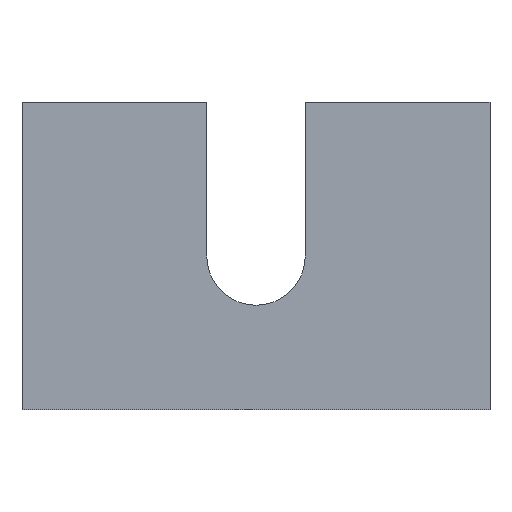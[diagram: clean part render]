
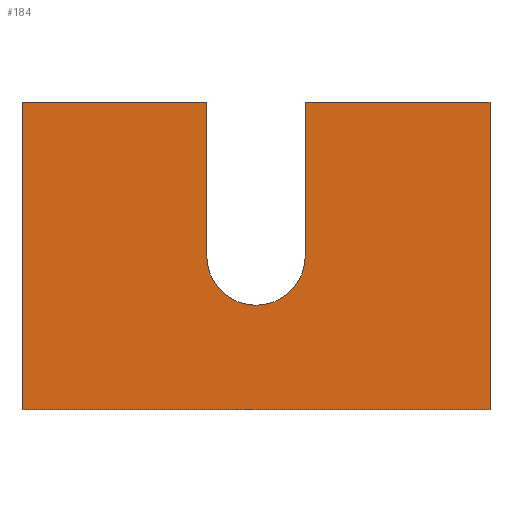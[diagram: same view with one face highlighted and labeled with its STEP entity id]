
A CAD part, top view. The second image highlights one B-rep face of the part: STEP entity #184.
In plain terms, the highlighted planar face has unit normal (0, 0, 1).
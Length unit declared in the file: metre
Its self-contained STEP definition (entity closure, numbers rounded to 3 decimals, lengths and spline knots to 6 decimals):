
#13=CIRCLE('',#204,0.008);
#47=ORIENTED_EDGE('',*,*,#65,.T.);
#48=ORIENTED_EDGE('',*,*,#69,.T.);
#49=ORIENTED_EDGE('',*,*,#72,.F.);
#50=ORIENTED_EDGE('',*,*,#75,.F.);
#51=ORIENTED_EDGE('',*,*,#78,.T.);
#52=ORIENTED_EDGE('',*,*,#81,.T.);
#53=ORIENTED_EDGE('',*,*,#84,.F.);
#54=ORIENTED_EDGE('',*,*,#86,.F.);
#65=EDGE_CURVE('',#90,#89,#105,.T.);
#69=EDGE_CURVE('',#89,#92,#109,.T.);
#72=EDGE_CURVE('',#94,#92,#112,.T.);
#75=EDGE_CURVE('',#96,#94,#13,.T.);
#78=EDGE_CURVE('',#96,#98,#116,.T.);
#81=EDGE_CURVE('',#98,#100,#119,.T.);
#84=EDGE_CURVE('',#102,#100,#122,.T.);
#86=EDGE_CURVE('',#90,#102,#124,.T.);
#89=VERTEX_POINT('',#265);
#90=VERTEX_POINT('',#267);
#92=VERTEX_POINT('',#273);
#94=VERTEX_POINT('',#279);
#96=VERTEX_POINT('',#285);
#98=VERTEX_POINT('',#291);
#100=VERTEX_POINT('',#297);
#102=VERTEX_POINT('',#303);
#105=LINE('',#266,#127);
#109=LINE('',#274,#131);
#112=LINE('',#280,#134);
#116=LINE('',#292,#138);
#119=LINE('',#298,#141);
#122=LINE('',#304,#144);
#124=LINE('',#307,#146);
#127=VECTOR('',#217,1.);
#131=VECTOR('',#223,1.);
#134=VECTOR('',#228,1.);
#138=VECTOR('',#240,1.);
#141=VECTOR('',#245,1.);
#144=VECTOR('',#250,1.);
#146=VECTOR('',#254,1.);
#155=EDGE_LOOP('',(#47,#48,#49,#50,#51,#52,#53,#54));
#165=FACE_BOUND('',#155,.T.);
#174=PLANE('',#209);
#184=ADVANCED_FACE('',(#165),#174,.T.);
#204=AXIS2_PLACEMENT_3D('',#286,#234,#235);
#209=AXIS2_PLACEMENT_3D('',#308,#255,#256);
#217=DIRECTION('',(0.,1.,0.));
#223=DIRECTION('',(-1.,0.,0.));
#228=DIRECTION('',(0.,1.,0.));
#234=DIRECTION('',(0.,0.,1.));
#235=DIRECTION('',(1.,0.,0.));
#240=DIRECTION('',(0.,1.,0.));
#245=DIRECTION('',(-1.,0.,0.));
#250=DIRECTION('',(0.,1.,0.));
#254=DIRECTION('',(-1.,0.,0.));
#255=DIRECTION('',(0.,0.,1.));
#256=DIRECTION('',(1.,0.,0.));
#265=CARTESIAN_POINT('',(0.038,0.025,0.001));
#266=CARTESIAN_POINT('',(0.038,0.,0.001));
#267=CARTESIAN_POINT('',(0.038,-0.025,0.001));
#273=CARTESIAN_POINT('',(0.008,0.025,0.001));
#274=CARTESIAN_POINT('',(0.023,0.025,0.001));
#279=CARTESIAN_POINT('',(0.008,0.,0.001));
#280=CARTESIAN_POINT('',(0.008,0.0125,0.001));
#285=CARTESIAN_POINT('',(-0.008,0.,0.001));
#286=CARTESIAN_POINT('',(0.,0.,0.001));
#291=CARTESIAN_POINT('',(-0.008,0.025,0.001));
#292=CARTESIAN_POINT('',(-0.008,0.0125,0.001));
#297=CARTESIAN_POINT('',(-0.038,0.025,0.001));
#298=CARTESIAN_POINT('',(-0.023,0.025,0.001));
#303=CARTESIAN_POINT('',(-0.038,-0.025,0.001));
#304=CARTESIAN_POINT('',(-0.038,0.,0.001));
#307=CARTESIAN_POINT('',(0.,-0.025,0.001));
#308=CARTESIAN_POINT('',(0.,0.,0.001));
